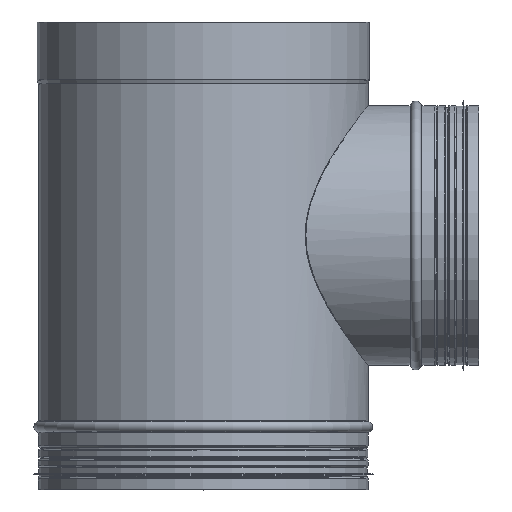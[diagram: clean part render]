
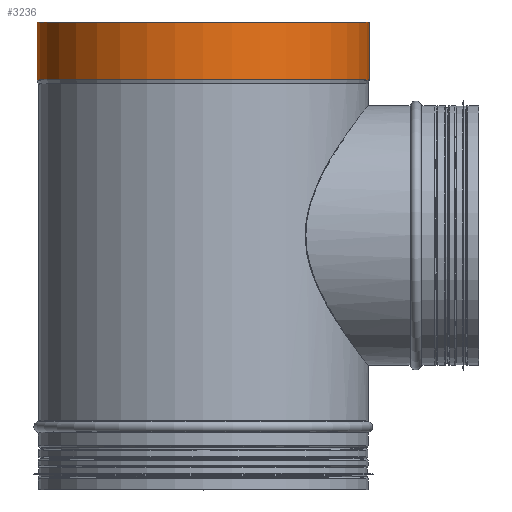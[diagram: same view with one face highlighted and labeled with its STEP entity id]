
A CAD part, top view. The second image highlights one B-rep face of the part: STEP entity #3236.
In plain terms, the highlighted cylindrical face has radius 202.6 mm (diameter 405.2 mm), a partial arc.
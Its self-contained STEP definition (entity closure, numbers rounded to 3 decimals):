
#112=CYLINDRICAL_SURFACE('',#3548,202.6);
#299=FACE_OUTER_BOUND('',#527,.T.);
#527=EDGE_LOOP('',(#2274,#2275,#2276,#2277));
#795=CIRCLE('',#3547,202.6);
#796=CIRCLE('',#3549,202.6);
#988=LINE('',#5113,#1175);
#1040=LINE('',#5474,#1227);
#1175=VECTOR('',#4004,69.844);
#1227=VECTOR('',#4262,69.844);
#1364=VERTEX_POINT('',#5106);
#1366=VERTEX_POINT('',#5112);
#1369=VERTEX_POINT('',#5119);
#1422=VERTEX_POINT('',#5469);
#1625=EDGE_CURVE('',#1366,#1364,#988,.T.);
#1730=EDGE_CURVE('',#1422,#1366,#795,.T.);
#1732=EDGE_CURVE('',#1369,#1364,#796,.T.);
#1733=EDGE_CURVE('',#1422,#1369,#1040,.T.);
#2274=ORIENTED_EDGE('',*,*,#1625,.T.);
#2275=ORIENTED_EDGE('',*,*,#1732,.F.);
#2276=ORIENTED_EDGE('',*,*,#1733,.F.);
#2277=ORIENTED_EDGE('',*,*,#1730,.T.);
#3236=ADVANCED_FACE('',(#299),#112,.T.);
#3547=AXIS2_PLACEMENT_3D('',#5470,#4255,#4256);
#3548=AXIS2_PLACEMENT_3D('',#5472,#4258,#4259);
#3549=AXIS2_PLACEMENT_3D('',#5473,#4260,#4261);
#4004=DIRECTION('',(0.,-1.,0.));
#4255=DIRECTION('center_axis',(0.,-1.,0.));
#4256=DIRECTION('ref_axis',(-1.,0.,0.));
#4258=DIRECTION('center_axis',(0.,-1.,0.));
#4259=DIRECTION('ref_axis',(-1.,0.,0.));
#4260=DIRECTION('center_axis',(0.,-1.,0.));
#4261=DIRECTION('ref_axis',(-1.,0.,0.));
#4262=DIRECTION('',(0.,-1.,0.));
#5106=CARTESIAN_POINT('',(-202.6,500.156,0.354));
#5112=CARTESIAN_POINT('',(-202.6,570.,0.354));
#5113=CARTESIAN_POINT('',(-202.6,570.,0.354));
#5119=CARTESIAN_POINT('',(-202.6,500.156,0.));
#5469=CARTESIAN_POINT('',(-202.6,570.,0.));
#5470=CARTESIAN_POINT('Origin',(0.,570.,0.));
#5472=CARTESIAN_POINT('Origin',(0.,13.179,0.));
#5473=CARTESIAN_POINT('Origin',(0.,500.156,0.));
#5474=CARTESIAN_POINT('',(-202.6,570.,0.));
